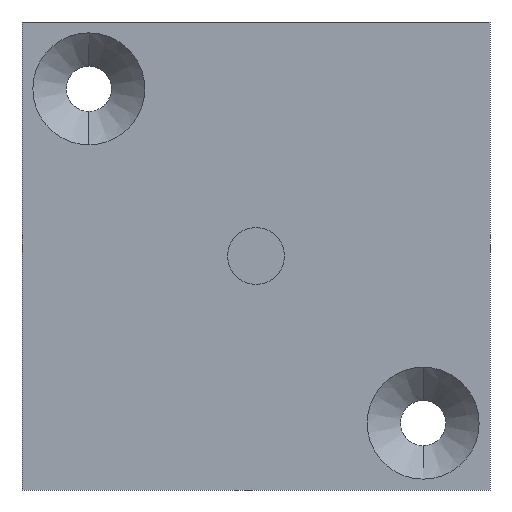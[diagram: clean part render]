
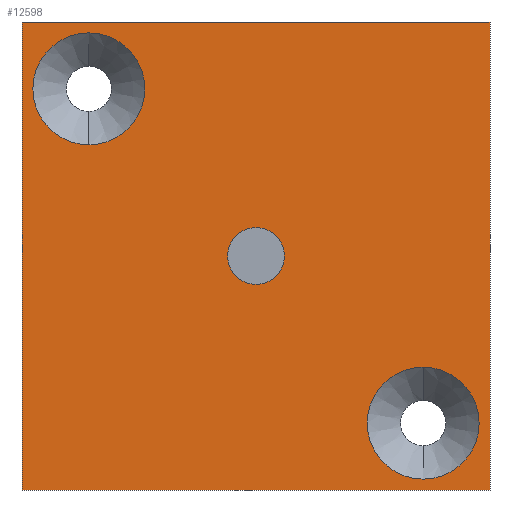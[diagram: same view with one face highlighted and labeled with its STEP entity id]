
A CAD part, front view. The second image highlights one B-rep face of the part: STEP entity #12598.
In plain terms, the highlighted planar face has unit normal (0, -1, 0).
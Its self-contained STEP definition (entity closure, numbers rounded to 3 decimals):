
#1032 = EDGE_CURVE ( 'NONE', #1176, #10234, #12781, .T. ) ;
#1176 = VERTEX_POINT ( 'NONE', #12997 ) ;
#1627 = LINE ( 'NONE', #1628, #1635 ) ;
#1628 = CARTESIAN_POINT ( 'NONE',  ( -35., 0., 35. ) ) ;
#1635 = VECTOR ( 'NONE', #1636, 1000. ) ;
#1636 = DIRECTION ( 'NONE',  ( 1., 0., 0. ) ) ;
#2040 = CARTESIAN_POINT ( 'NONE',  ( 35., 0., 35. ) ) ;
#18615 = CARTESIAN_POINT ( 'NONE',  ( 0., 0., 4.25 ) ) ;
#19283 = EDGE_CURVE ( 'NONE', #26561, #19743, #1627, .T. ) ;
#19743 = VERTEX_POINT ( 'NONE', #2040 ) ;
#20558 = CIRCLE ( 'NONE', #20559, 8.375 ) ;
#20559 = AXIS2_PLACEMENT_3D ( 'NONE', #20560, #20561, #20562 ) ;
#20560 = CARTESIAN_POINT ( 'NONE',  ( -25., 0., 25. ) ) ;
#20561 = DIRECTION ( 'NONE',  ( 0., 1., 0. ) ) ;
#20562 = DIRECTION ( 'NONE',  ( 0., 0., 1. ) ) ;
#20981 = ORIENTED_EDGE ( 'NONE', *, *, #19283, .F. ) ;
#5159 = ORIENTED_EDGE ( 'NONE', *, *, #5655, .T. ) ;
#5655 = EDGE_CURVE ( 'NONE', #10234, #1176, #20558, .T. ) ;
#5969 = EDGE_LOOP ( 'NONE', ( #6580, #7304 ) ) ;
#5975 = CIRCLE ( 'NONE', #5976, 4.25 ) ;
#5976 = AXIS2_PLACEMENT_3D ( 'NONE', #5977, #5978, #5979 ) ;
#5977 = CARTESIAN_POINT ( 'NONE',  ( 0., 0., 0. ) ) ;
#5978 = DIRECTION ( 'NONE',  ( 0., -1., 0. ) ) ;
#5979 = DIRECTION ( 'NONE',  ( 0., 0., -1. ) ) ;
#22583 = ORIENTED_EDGE ( 'NONE', *, *, #22979, .F. ) ;
#6580 = ORIENTED_EDGE ( 'NONE', *, *, #13204, .T. ) ;
#22979 = EDGE_CURVE ( 'NONE', #8979, #31226, #5975, .T. ) ;
#6747 = CARTESIAN_POINT ( 'NONE',  ( 25., 0., -16.625 ) ) ;
#23161 = CIRCLE ( 'NONE', #23162, 8.375 ) ;
#23162 = AXIS2_PLACEMENT_3D ( 'NONE', #23163, #23164, #23165 ) ;
#23163 = CARTESIAN_POINT ( 'NONE',  ( 25., 0., -25. ) ) ;
#23164 = DIRECTION ( 'NONE',  ( 0., 1., 0. ) ) ;
#23165 = DIRECTION ( 'NONE',  ( 0., 0., 1. ) ) ;
#23639 = VERTEX_POINT ( 'NONE', #6747 ) ;
#7304 = ORIENTED_EDGE ( 'NONE', *, *, #7799, .T. ) ;
#23699 = ORIENTED_EDGE ( 'NONE', *, *, #8778, .F. ) ;
#7799 = EDGE_CURVE ( 'NONE', #23639, #28182, #23161, .T. ) ;
#24418 = CIRCLE ( 'NONE', #24419, 4.25 ) ;
#24419 = AXIS2_PLACEMENT_3D ( 'NONE', #24420, #24421, #24422 ) ;
#24420 = CARTESIAN_POINT ( 'NONE',  ( 0., 0., 0. ) ) ;
#24421 = DIRECTION ( 'NONE',  ( 0., -1., 0. ) ) ;
#24422 = DIRECTION ( 'NONE',  ( 0., 0., -1. ) ) ;
#24613 = ORIENTED_EDGE ( 'NONE', *, *, #25920, .F. ) ;
#24671 = EDGE_LOOP ( 'NONE', ( #22583, #23699 ) ) ;
#24685 = CARTESIAN_POINT ( 'NONE',  ( 0., 0., -4.25 ) ) ;
#24837 = EDGE_LOOP ( 'NONE', ( #14260, #5159 ) ) ;
#24922 = EDGE_LOOP ( 'NONE', ( #24613, #25338, #26036, #20981 ) ) ;
#8611 = LINE ( 'NONE', #8612, #8613 ) ;
#8612 = CARTESIAN_POINT ( 'NONE',  ( 35., 0., -35. ) ) ;
#8613 = VECTOR ( 'NONE', #8614, 1000. ) ;
#8614 = DIRECTION ( 'NONE',  ( 0., 0., -1. ) ) ;
#8778 = EDGE_CURVE ( 'NONE', #31226, #8979, #24418, .T. ) ;
#25181 = LINE ( 'NONE', #25182, #25183 ) ;
#25182 = CARTESIAN_POINT ( 'NONE',  ( -35., 0., -35. ) ) ;
#25183 = VECTOR ( 'NONE', #25184, 1000. ) ;
#25184 = DIRECTION ( 'NONE',  ( -1., 0., 0. ) ) ;
#25278 = EDGE_CURVE ( 'NONE', #19743, #25627, #8611, .T. ) ;
#25338 = ORIENTED_EDGE ( 'NONE', *, *, #9349, .F. ) ;
#8979 = VERTEX_POINT ( 'NONE', #24685 ) ;
#9068 = CARTESIAN_POINT ( 'NONE',  ( 35., 0., -35. ) ) ;
#25627 = VERTEX_POINT ( 'NONE', #9068 ) ;
#9349 = EDGE_CURVE ( 'NONE', #25627, #26274, #25181, .T. ) ;
#9415 = LINE ( 'NONE', #9416, #9417 ) ;
#9416 = CARTESIAN_POINT ( 'NONE',  ( -35., 0., -35. ) ) ;
#9417 = VECTOR ( 'NONE', #9418, 1000. ) ;
#9418 = DIRECTION ( 'NONE',  ( 0., 0., 1. ) ) ;
#25920 = EDGE_CURVE ( 'NONE', #26274, #26561, #9415, .T. ) ;
#26036 = ORIENTED_EDGE ( 'NONE', *, *, #25278, .F. ) ;
#26212 = CARTESIAN_POINT ( 'NONE',  ( -25., 0., 33.375 ) ) ;
#9874 = CARTESIAN_POINT ( 'NONE',  ( -35., 0., -35. ) ) ;
#26274 = VERTEX_POINT ( 'NONE', #9874 ) ;
#26561 = VERTEX_POINT ( 'NONE', #10247 ) ;
#10234 = VERTEX_POINT ( 'NONE', #26212 ) ;
#10247 = CARTESIAN_POINT ( 'NONE',  ( -35., 0., 35. ) ) ;
#28182 = VERTEX_POINT ( 'NONE', #13008 ) ;
#28214 = FACE_BOUND ( 'NONE', #24837, .T. ) ;
#28215 = FACE_BOUND ( 'NONE', #5969, .T. ) ;
#28216 = FACE_BOUND ( 'NONE', #24671, .T. ) ;
#28217 = FACE_OUTER_BOUND ( 'NONE', #24922, .T. ) ;
#28218 = PLANE ( 'NONE',  #28219 ) ;
#28219 = AXIS2_PLACEMENT_3D ( 'NONE', #28220, #28221, #28222 ) ;
#28220 = CARTESIAN_POINT ( 'NONE',  ( -35., 0., 35. ) ) ;
#28221 = DIRECTION ( 'NONE',  ( 0., 1., 0. ) ) ;
#28222 = DIRECTION ( 'NONE',  ( 0., 0., 1. ) ) ;
#28679 = CIRCLE ( 'NONE', #28680, 8.375 ) ;
#28680 = AXIS2_PLACEMENT_3D ( 'NONE', #28681, #28682, #28683 ) ;
#28681 = CARTESIAN_POINT ( 'NONE',  ( 25., 0., -25. ) ) ;
#28682 = DIRECTION ( 'NONE',  ( 0., 1., 0. ) ) ;
#28683 = DIRECTION ( 'NONE',  ( 0., 0., 1. ) ) ;
#12598 = ADVANCED_FACE ( 'NONE', ( #28214, #28215, #28216, #28217 ), #28218, .F. ) ;
#12781 = CIRCLE ( 'NONE', #12782, 8.375 ) ;
#12782 = AXIS2_PLACEMENT_3D ( 'NONE', #12783, #12784, #12785 ) ;
#12783 = CARTESIAN_POINT ( 'NONE',  ( -25., 0., 25. ) ) ;
#12784 = DIRECTION ( 'NONE',  ( 0., 1., 0. ) ) ;
#12785 = DIRECTION ( 'NONE',  ( 0., 0., 1. ) ) ;
#12997 = CARTESIAN_POINT ( 'NONE',  ( -25., 0., 16.625 ) ) ;
#13008 = CARTESIAN_POINT ( 'NONE',  ( 25., 0., -33.375 ) ) ;
#13204 = EDGE_CURVE ( 'NONE', #28182, #23639, #28679, .T. ) ;
#14260 = ORIENTED_EDGE ( 'NONE', *, *, #1032, .T. ) ;
#31226 = VERTEX_POINT ( 'NONE', #18615 ) ;
